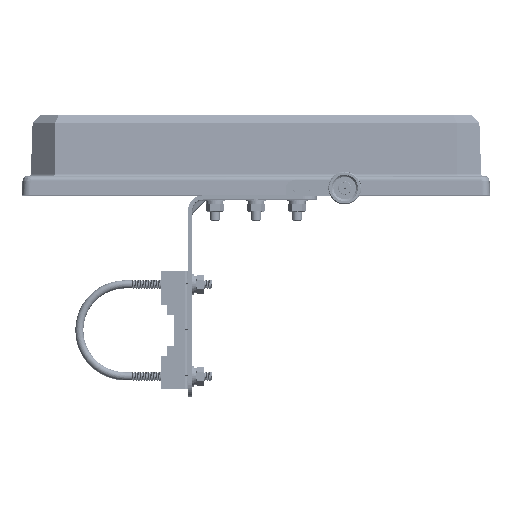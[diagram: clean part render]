
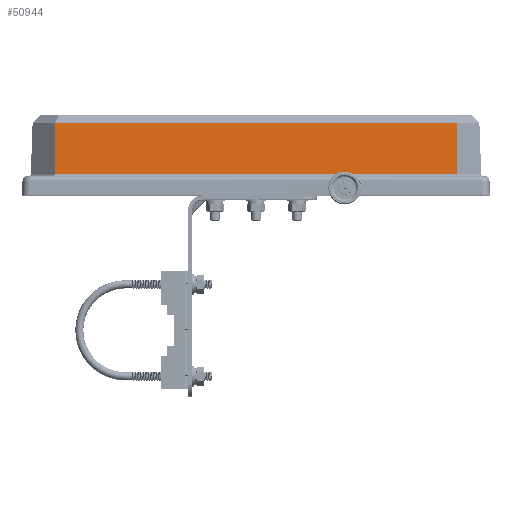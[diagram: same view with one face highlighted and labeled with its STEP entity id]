
A CAD part, top view. The second image highlights one B-rep face of the part: STEP entity #50944.
In plain terms, the highlighted planar face has unit normal (0, 0.035, 0.999).
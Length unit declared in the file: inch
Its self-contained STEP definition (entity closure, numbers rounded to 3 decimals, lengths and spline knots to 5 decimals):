
#2102 = LINE ( 'NONE', #55092, #31991 ) ;
#8262 = LINE ( 'NONE', #21295, #86271 ) ;
#10131 = VERTEX_POINT ( 'NONE', #18652 ) ;
#10853 = AXIS2_PLACEMENT_3D ( 'NONE', #55973, #163550, #57651 ) ;
#18652 = CARTESIAN_POINT ( 'NONE',  ( -4.89563, 1.77177, 3.38301 ) ) ;
#21295 = CARTESIAN_POINT ( 'NONE',  ( -4.89563, 1.77177, 3.38301 ) ) ;
#31991 = VECTOR ( 'NONE', #55946, 39.37008 ) ;
#40168 = LINE ( 'NONE', #69598, #146201 ) ;
#50822 = CARTESIAN_POINT ( 'NONE',  ( 4.91388, 0.51044, 3.42706 ) ) ;
#50944 = ADVANCED_FACE ( 'NONE', ( #109715 ), #68093, .T. ) ;
#52727 = VECTOR ( 'NONE', #91802, 39.37008 ) ;
#53608 = CARTESIAN_POINT ( 'NONE',  ( -4.89563, 1.77177, 3.38301 ) ) ;
#55092 = CARTESIAN_POINT ( 'NONE',  ( 4.89563, 1.77177, 3.38301 ) ) ;
#55946 = DIRECTION ( 'NONE',  ( 0.014, -0.999, 0.035 ) ) ;
#55973 = CARTESIAN_POINT ( 'NONE',  ( -5.72994, 0., 3.44488 ) ) ;
#57651 = DIRECTION ( 'NONE',  ( 1., 0., 0. ) ) ;
#64804 = ORIENTED_EDGE ( 'NONE', *, *, #69570, .F. ) ;
#65504 = CARTESIAN_POINT ( 'NONE',  ( 4.89563, 1.77177, 3.38301 ) ) ;
#68093 = PLANE ( 'NONE',  #10853 ) ;
#69570 = EDGE_CURVE ( 'NONE', #133331, #150244, #2102, .T. ) ;
#69598 = CARTESIAN_POINT ( 'NONE',  ( -4.91388, 0.51044, 3.42706 ) ) ;
#78733 = LINE ( 'NONE', #53608, #52727 ) ;
#84164 = EDGE_CURVE ( 'NONE', #88079, #150244, #40168, .T. ) ;
#86271 = VECTOR ( 'NONE', #101968, 39.37008 ) ;
#88079 = VERTEX_POINT ( 'NONE', #105184 ) ;
#91802 = DIRECTION ( 'NONE',  ( -0.014, -0.999, 0.035 ) ) ;
#101968 = DIRECTION ( 'NONE',  ( 1., 0., 0. ) ) ;
#105184 = CARTESIAN_POINT ( 'NONE',  ( -4.91388, 0.51044, 3.42706 ) ) ;
#109519 = DIRECTION ( 'NONE',  ( 1., 0., 0. ) ) ;
#109715 = FACE_OUTER_BOUND ( 'NONE', #157362, .T. ) ;
#110458 = ORIENTED_EDGE ( 'NONE', *, *, #119117, .F. ) ;
#119117 = EDGE_CURVE ( 'NONE', #10131, #133331, #8262, .T. ) ;
#122864 = EDGE_CURVE ( 'NONE', #10131, #88079, #78733, .T. ) ;
#129564 = ORIENTED_EDGE ( 'NONE', *, *, #84164, .T. ) ;
#133331 = VERTEX_POINT ( 'NONE', #65504 ) ;
#141496 = ORIENTED_EDGE ( 'NONE', *, *, #122864, .T. ) ;
#146201 = VECTOR ( 'NONE', #109519, 39.37008 ) ;
#150244 = VERTEX_POINT ( 'NONE', #50822 ) ;
#157362 = EDGE_LOOP ( 'NONE', ( #64804, #110458, #141496, #129564 ) ) ;
#163550 = DIRECTION ( 'NONE',  ( 0., 0.035, 0.999 ) ) ;
